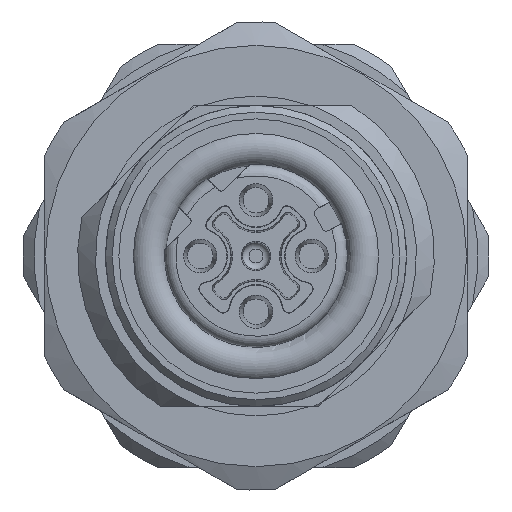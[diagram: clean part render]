
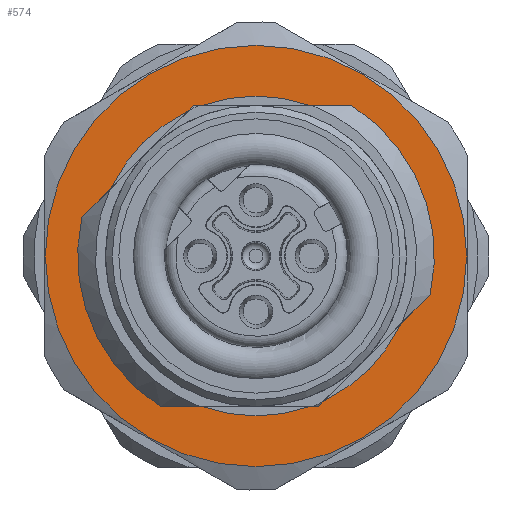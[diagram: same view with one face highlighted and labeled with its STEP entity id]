
A CAD part, left-side view. The second image highlights one B-rep face of the part: STEP entity #574.
In plain terms, the highlighted planar face has unit normal (-1, 0, 0).
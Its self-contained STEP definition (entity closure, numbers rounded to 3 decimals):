
#120=FACE_BOUND('',#978,.T.);
#121=FACE_BOUND('',#979,.T.);
#340=CIRCLE('',#3302,8.);
#349=CIRCLE('',#3318,8.);
#356=CIRCLE('',#3337,9.45);
#357=CIRCLE('',#3338,7.172);
#358=CIRCLE('',#3339,7.172);
#359=CIRCLE('',#3340,7.172);
#360=CIRCLE('',#3341,7.172);
#574=ADVANCED_FACE('',(#120,#121),#746,.T.);
#746=PLANE('',#3342);
#978=EDGE_LOOP('',(#1372));
#979=EDGE_LOOP('',(#1373,#1374,#1375,#1376,#1377,#1378,#1379,#1380,#1381,
#1382,#1383,#1384,#1385,#1386));
#1372=ORIENTED_EDGE('',*,*,#2568,.F.);
#1373=ORIENTED_EDGE('',*,*,#2541,.F.);
#1374=ORIENTED_EDGE('',*,*,#2548,.F.);
#1375=ORIENTED_EDGE('',*,*,#2569,.F.);
#1376=ORIENTED_EDGE('',*,*,#2549,.F.);
#1377=ORIENTED_EDGE('',*,*,#2524,.F.);
#1378=ORIENTED_EDGE('',*,*,#2564,.T.);
#1379=ORIENTED_EDGE('',*,*,#2570,.F.);
#1380=ORIENTED_EDGE('',*,*,#2565,.T.);
#1381=ORIENTED_EDGE('',*,*,#2556,.T.);
#1382=ORIENTED_EDGE('',*,*,#2571,.F.);
#1383=ORIENTED_EDGE('',*,*,#2558,.T.);
#1384=ORIENTED_EDGE('',*,*,#2501,.F.);
#1385=ORIENTED_EDGE('',*,*,#2539,.F.);
#1386=ORIENTED_EDGE('',*,*,#2572,.F.);
#2165=VERTEX_POINT('',#4933);
#2167=VERTEX_POINT('',#4936);
#2182=VERTEX_POINT('',#4998);
#2183=VERTEX_POINT('',#5000);
#2192=VERTEX_POINT('',#5040);
#2193=VERTEX_POINT('',#5043);
#2194=VERTEX_POINT('',#5045);
#2198=VERTEX_POINT('',#5061);
#2199=VERTEX_POINT('',#5064);
#2203=VERTEX_POINT('',#5080);
#2204=VERTEX_POINT('',#5082);
#2205=VERTEX_POINT('',#5085);
#2208=VERTEX_POINT('',#5097);
#2209=VERTEX_POINT('',#5100);
#2211=VERTEX_POINT('',#5106);
#2501=EDGE_CURVE('',#2165,#2167,#340,.T.);
#2524=EDGE_CURVE('',#2182,#2183,#349,.T.);
#2539=EDGE_CURVE('',#2192,#2165,#2951,.T.);
#2541=EDGE_CURVE('',#2193,#2194,#2953,.T.);
#2548=EDGE_CURVE('',#2198,#2193,#2959,.T.);
#2549=EDGE_CURVE('',#2183,#2199,#2960,.T.);
#2556=EDGE_CURVE('',#2204,#2203,#2966,.T.);
#2558=EDGE_CURVE('',#2205,#2167,#2968,.T.);
#2564=EDGE_CURVE('',#2182,#2208,#2973,.T.);
#2565=EDGE_CURVE('',#2209,#2204,#2974,.T.);
#2568=EDGE_CURVE('',#2211,#2211,#356,.T.);
#2569=EDGE_CURVE('',#2199,#2198,#357,.T.);
#2570=EDGE_CURVE('',#2209,#2208,#358,.T.);
#2571=EDGE_CURVE('',#2205,#2203,#359,.T.);
#2572=EDGE_CURVE('',#2194,#2192,#360,.T.);
#2951=LINE('',#5041,#3133);
#2953=LINE('',#5044,#3135);
#2959=LINE('',#5062,#3141);
#2960=LINE('',#5063,#3142);
#2966=LINE('',#5081,#3148);
#2968=LINE('',#5084,#3150);
#2973=LINE('',#5098,#3155);
#2974=LINE('',#5099,#3156);
#3133=VECTOR('',#3855,1.);
#3135=VECTOR('',#3857,1.);
#3141=VECTOR('',#3865,1.);
#3142=VECTOR('',#3866,1.);
#3148=VECTOR('',#3874,1.);
#3150=VECTOR('',#3876,1.);
#3155=VECTOR('',#3883,1.);
#3156=VECTOR('',#3884,1.);
#3302=AXIS2_PLACEMENT_3D('',#4935,#3780,#3781);
#3318=AXIS2_PLACEMENT_3D('',#4999,#3820,#3821);
#3337=AXIS2_PLACEMENT_3D('',#5105,#3889,#3890);
#3338=AXIS2_PLACEMENT_3D('',#5107,#3891,#3892);
#3339=AXIS2_PLACEMENT_3D('',#5108,#3893,#3894);
#3340=AXIS2_PLACEMENT_3D('',#5109,#3895,#3896);
#3341=AXIS2_PLACEMENT_3D('',#5110,#3897,#3898);
#3342=AXIS2_PLACEMENT_3D('',#5111,#3899,#3900);
#3780=DIRECTION('',(-1.,0.,0.));
#3781=DIRECTION('',(0.,0.,1.));
#3820=DIRECTION('',(-1.,0.,0.));
#3821=DIRECTION('',(0.,0.,1.));
#3855=DIRECTION('',(0.,0.707,-0.707));
#3857=DIRECTION('',(0.,0.707,-0.707));
#3865=DIRECTION('',(0.,1.,0.));
#3866=DIRECTION('',(0.,1.,0.));
#3874=DIRECTION('',(0.,1.,0.));
#3876=DIRECTION('',(0.,1.,0.));
#3883=DIRECTION('',(0.,0.707,-0.707));
#3884=DIRECTION('',(0.,0.707,-0.707));
#3889=DIRECTION('',(1.,0.,0.));
#3890=DIRECTION('',(0.,-0.5,0.866));
#3891=DIRECTION('',(-1.,0.,0.));
#3892=DIRECTION('',(0.,0.5,-0.866));
#3893=DIRECTION('',(-1.,0.,0.));
#3894=DIRECTION('',(0.,0.5,-0.866));
#3895=DIRECTION('',(-1.,0.,0.));
#3896=DIRECTION('',(0.,0.5,-0.866));
#3897=DIRECTION('',(-1.,0.,0.));
#3898=DIRECTION('',(0.,0.5,-0.866));
#3899=DIRECTION('',(-1.,0.,0.));
#3900=DIRECTION('',(0.,0.5,-0.866));
#4933=CARTESIAN_POINT('',(9.5,7.809,1.737));
#4935=CARTESIAN_POINT('',(9.5,0.,0.));
#4936=CARTESIAN_POINT('',(9.5,4.294,-6.75));
#4998=CARTESIAN_POINT('',(9.5,-7.809,-1.737));
#4999=CARTESIAN_POINT('',(9.5,0.,0.));
#5000=CARTESIAN_POINT('',(9.5,-4.294,6.75));
#5040=CARTESIAN_POINT('',(9.5,6.487,3.059));
#5041=CARTESIAN_POINT('',(9.5,8.835,0.711));
#5043=CARTESIAN_POINT('',(9.5,2.796,6.75));
#5044=CARTESIAN_POINT('',(9.5,8.835,0.711));
#5045=CARTESIAN_POINT('',(9.5,3.059,6.487));
#5061=CARTESIAN_POINT('',(9.5,2.424,6.75));
#5062=CARTESIAN_POINT('',(9.5,2.796,6.75));
#5063=CARTESIAN_POINT('',(9.5,2.796,6.75));
#5064=CARTESIAN_POINT('',(9.5,-2.424,6.75));
#5080=CARTESIAN_POINT('',(9.5,-2.424,-6.75));
#5081=CARTESIAN_POINT('',(9.5,5.744,-6.75));
#5082=CARTESIAN_POINT('',(9.5,-2.796,-6.75));
#5084=CARTESIAN_POINT('',(9.5,5.744,-6.75));
#5085=CARTESIAN_POINT('',(9.5,2.424,-6.75));
#5097=CARTESIAN_POINT('',(9.5,-6.487,-3.059));
#5098=CARTESIAN_POINT('',(9.5,-2.796,-6.75));
#5099=CARTESIAN_POINT('',(9.5,-2.796,-6.75));
#5100=CARTESIAN_POINT('',(9.5,-3.059,-6.487));
#5105=CARTESIAN_POINT('',(9.5,0.,0.));
#5106=CARTESIAN_POINT('',(9.5,-4.725,8.184));
#5107=CARTESIAN_POINT('',(9.5,0.,0.));
#5108=CARTESIAN_POINT('',(9.5,0.,0.));
#5109=CARTESIAN_POINT('',(9.5,0.,0.));
#5110=CARTESIAN_POINT('',(9.5,0.,0.));
#5111=CARTESIAN_POINT('',(9.5,0.,0.));
